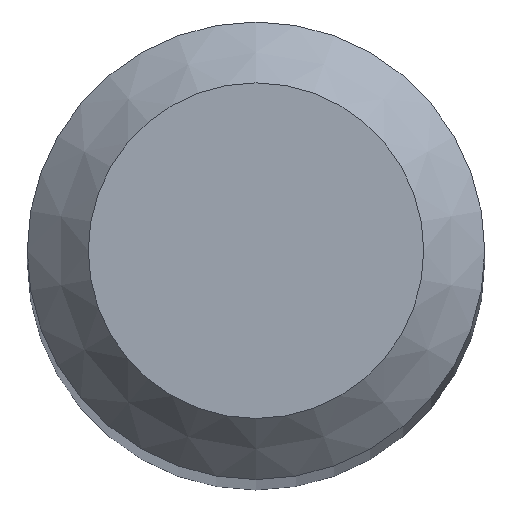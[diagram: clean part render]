
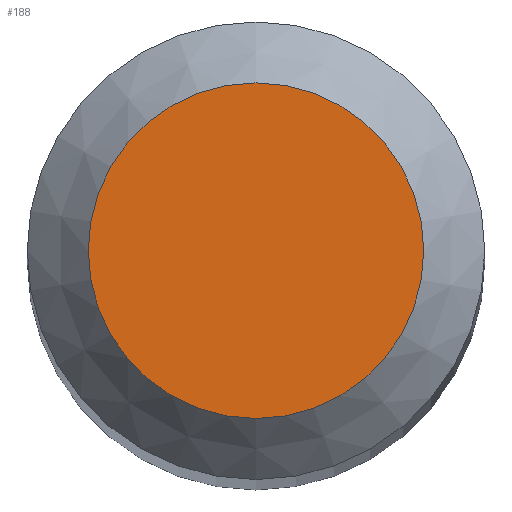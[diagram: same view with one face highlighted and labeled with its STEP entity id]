
A CAD part, top view. The second image highlights one B-rep face of the part: STEP entity #188.
In plain terms, the highlighted planar face has unit normal (0, 0, 1).
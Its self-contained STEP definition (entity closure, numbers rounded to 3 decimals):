
#8 = PLANE ( 'NONE',  #22 ) ;
#22 = AXIS2_PLACEMENT_3D ( 'NONE', #112, #77, #213 ) ;
#25 = FACE_OUTER_BOUND ( 'NONE', #142, .T. ) ;
#52 = VERTEX_POINT ( 'NONE', #183 ) ;
#62 = CIRCLE ( 'NONE', #85, 0.55 ) ;
#77 = DIRECTION ( 'NONE',  ( 0., 0., -1. ) ) ;
#85 = AXIS2_PLACEMENT_3D ( 'NONE', #113, #180, #95 ) ;
#95 = DIRECTION ( 'NONE',  ( 0., 1., 0. ) ) ;
#112 = CARTESIAN_POINT ( 'NONE',  ( 0., 0., 30. ) ) ;
#113 = CARTESIAN_POINT ( 'NONE',  ( 0., 0., 30. ) ) ;
#142 = EDGE_LOOP ( 'NONE', ( #172 ) ) ;
#172 = ORIENTED_EDGE ( 'NONE', *, *, #211, .F. ) ;
#180 = DIRECTION ( 'NONE',  ( 0., 0., -1. ) ) ;
#183 = CARTESIAN_POINT ( 'NONE',  ( 0., 0.55, 30. ) ) ;
#188 = ADVANCED_FACE ( 'NONE', ( #25 ), #8, .F. ) ;
#211 = EDGE_CURVE ( 'NONE', #52, #52, #62, .T. ) ;
#213 = DIRECTION ( 'NONE',  ( 0., 1., 0. ) ) ;
